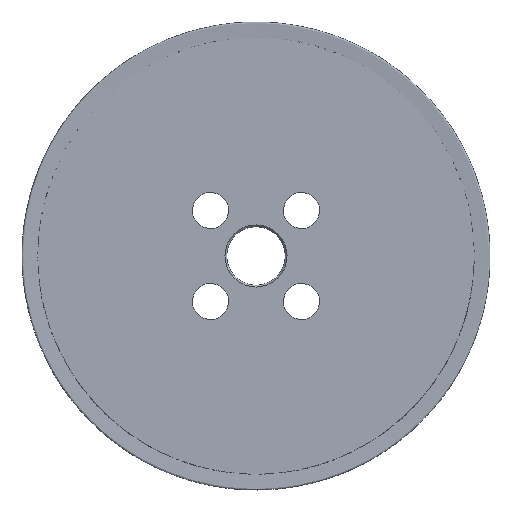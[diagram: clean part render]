
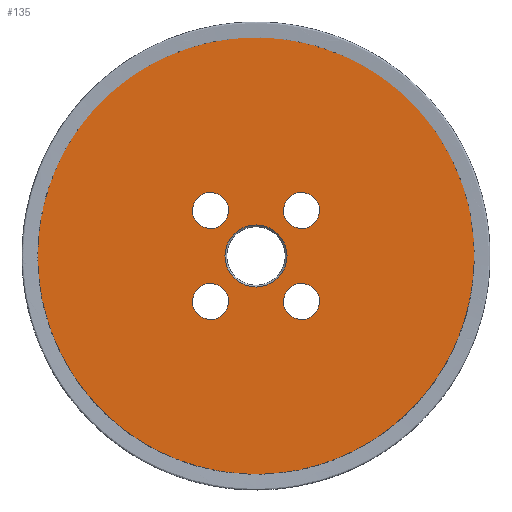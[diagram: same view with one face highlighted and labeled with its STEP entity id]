
A CAD part, top view. The second image highlights one B-rep face of the part: STEP entity #135.
In plain terms, the highlighted planar face has unit normal (0, 0, 1).
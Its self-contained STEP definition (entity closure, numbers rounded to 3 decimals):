
#135=ADVANCED_FACE('TB_SU_5',(#160,#161,#162,#163,#164,#165),#158,.T.);
#158=PLANE('',#532);
#160=FACE_BOUND('',#197,.T.);
#161=FACE_BOUND('',#198,.T.);
#162=FACE_BOUND('',#199,.T.);
#163=FACE_BOUND('',#200,.T.);
#164=FACE_BOUND('',#201,.T.);
#165=FACE_BOUND('',#202,.T.);
#197=EDGE_LOOP('',(#241,#242,#243,#244));
#198=EDGE_LOOP('',(#245));
#199=EDGE_LOOP('',(#246));
#200=EDGE_LOOP('',(#247));
#201=EDGE_LOOP('',(#248));
#202=EDGE_LOOP('',(#249));
#241=ORIENTED_EDGE('',*,*,#354,.F.);
#242=ORIENTED_EDGE('',*,*,#355,.F.);
#243=ORIENTED_EDGE('',*,*,#356,.F.);
#244=ORIENTED_EDGE('',*,*,#357,.F.);
#245=ORIENTED_EDGE('',*,*,#358,.T.);
#246=ORIENTED_EDGE('',*,*,#359,.T.);
#247=ORIENTED_EDGE('',*,*,#360,.T.);
#248=ORIENTED_EDGE('',*,*,#361,.T.);
#249=ORIENTED_EDGE('',*,*,#362,.T.);
#321=VERTEX_POINT('',#730);
#322=VERTEX_POINT('',#731);
#323=VERTEX_POINT('',#733);
#324=VERTEX_POINT('',#735);
#325=VERTEX_POINT('',#738);
#326=VERTEX_POINT('',#740);
#327=VERTEX_POINT('',#742);
#328=VERTEX_POINT('',#744);
#329=VERTEX_POINT('',#746);
#354=EDGE_CURVE('',#321,#322,#394,.T.);
#355=EDGE_CURVE('',#323,#321,#395,.T.);
#356=EDGE_CURVE('',#324,#323,#396,.T.);
#357=EDGE_CURVE('',#322,#324,#397,.T.);
#358=EDGE_CURVE('',#325,#325,#398,.T.);
#359=EDGE_CURVE('',#326,#326,#399,.T.);
#360=EDGE_CURVE('',#327,#327,#400,.T.);
#361=EDGE_CURVE('',#328,#328,#401,.T.);
#362=EDGE_CURVE('',#329,#329,#402,.T.);
#394=CIRCLE('',#523,5.304);
#395=CIRCLE('',#524,5.304);
#396=CIRCLE('',#525,5.304);
#397=CIRCLE('',#526,5.304);
#398=CIRCLE('',#527,3.084);
#399=CIRCLE('',#528,3.084);
#400=CIRCLE('',#529,38.51);
#401=CIRCLE('',#530,3.084);
#402=CIRCLE('',#531,3.084);
#523=AXIS2_PLACEMENT_3D('',#729,#597,#598);
#524=AXIS2_PLACEMENT_3D('',#732,#599,#600);
#525=AXIS2_PLACEMENT_3D('',#734,#601,#602);
#526=AXIS2_PLACEMENT_3D('',#736,#603,#604);
#527=AXIS2_PLACEMENT_3D('',#737,#605,#606);
#528=AXIS2_PLACEMENT_3D('',#739,#607,#608);
#529=AXIS2_PLACEMENT_3D('',#741,#609,#610);
#530=AXIS2_PLACEMENT_3D('',#743,#611,#612);
#531=AXIS2_PLACEMENT_3D('',#745,#613,#614);
#532=AXIS2_PLACEMENT_3D('',#747,#615,#616);
#597=DIRECTION('',(0.,0.,1.));
#598=DIRECTION('',(-0.292,-0.956,0.));
#599=DIRECTION('',(0.,0.,1.));
#600=DIRECTION('',(-0.292,-0.956,0.));
#601=DIRECTION('',(0.,0.,1.));
#602=DIRECTION('',(-0.292,-0.956,0.));
#603=DIRECTION('',(0.,0.,1.));
#604=DIRECTION('',(-0.292,-0.956,0.));
#605=DIRECTION('',(0.,0.,-1.));
#606=DIRECTION('',(-0.292,-0.956,0.));
#607=DIRECTION('',(0.,0.,-1.));
#608=DIRECTION('',(-0.292,-0.956,0.));
#609=DIRECTION('',(0.,0.,1.));
#610=DIRECTION('',(-0.292,-0.956,0.));
#611=DIRECTION('',(0.,0.,-1.));
#612=DIRECTION('',(-0.292,-0.956,0.));
#613=DIRECTION('',(0.,0.,-1.));
#614=DIRECTION('',(-0.292,-0.956,0.));
#615=DIRECTION('',(0.,0.,1.));
#616=DIRECTION('',(-0.292,-0.956,0.));
#729=CARTESIAN_POINT('',(0.,0.,0.));
#730=CARTESIAN_POINT('',(0.,-5.304,0.));
#731=CARTESIAN_POINT('',(5.304,0.,0.));
#732=CARTESIAN_POINT('',(0.,0.,0.));
#733=CARTESIAN_POINT('',(-5.304,0.,0.));
#734=CARTESIAN_POINT('',(0.,0.,0.));
#735=CARTESIAN_POINT('',(0.,5.304,0.));
#736=CARTESIAN_POINT('',(0.,0.,0.));
#737=CARTESIAN_POINT('',(-7.778,7.778,0.));
#738=CARTESIAN_POINT('',(-8.68,4.829,0.));
#739=CARTESIAN_POINT('',(7.778,-7.778,0.));
#740=CARTESIAN_POINT('',(6.877,-10.727,0.));
#741=CARTESIAN_POINT('',(0.,0.,0.));
#742=CARTESIAN_POINT('',(-11.259,-36.827,0.));
#743=CARTESIAN_POINT('',(-7.778,-7.778,0.));
#744=CARTESIAN_POINT('',(-8.68,-10.727,0.));
#745=CARTESIAN_POINT('',(7.778,7.778,0.));
#746=CARTESIAN_POINT('',(6.877,4.829,0.));
#747=CARTESIAN_POINT('',(-38.81,0.,0.));
